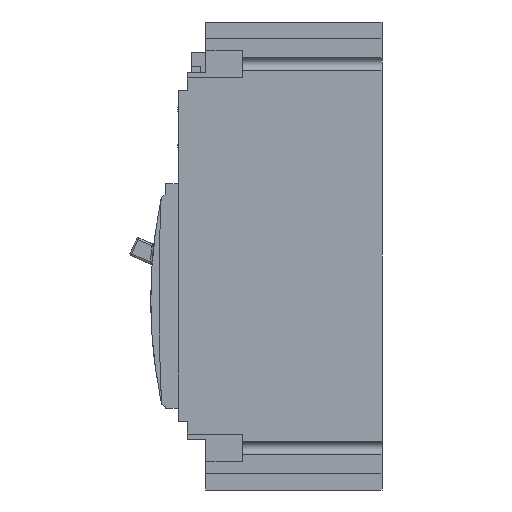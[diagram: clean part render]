
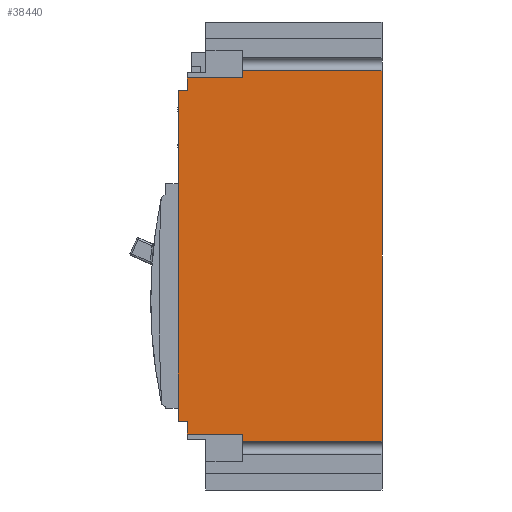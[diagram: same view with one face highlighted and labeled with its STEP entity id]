
A CAD part, left-side view. The second image highlights one B-rep face of the part: STEP entity #38440.
In plain terms, the highlighted planar face has unit normal (-1, 0, 0).
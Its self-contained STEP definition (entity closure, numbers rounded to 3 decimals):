
#23132=DIRECTION('',(0.,1.,0.));
#23133=VECTOR('',#23132,76.);
#23134=CARTESIAN_POINT('',(-70.,0.,101.));
#23135=LINE('',#23134,#23133);
#23190=DIRECTION('',(0.,0.,1.));
#23191=VECTOR('',#23190,0.2);
#23192=CARTESIAN_POINT('',(-70.,110.8,50.));
#23193=LINE('',#23192,#23191);
#23197=DIRECTION('',(0.,-1.,0.));
#23198=VECTOR('',#23197,5.);
#23199=CARTESIAN_POINT('',(-70.,111.,90.));
#23200=LINE('',#23199,#23198);
#23204=DIRECTION('',(0.,-1.,0.));
#23205=VECTOR('',#23204,30.);
#23206=CARTESIAN_POINT('',(-70.,106.,97.));
#23207=LINE('',#23206,#23205);
#23211=DIRECTION('',(0.,0.,1.));
#23212=VECTOR('',#23211,4.);
#23213=CARTESIAN_POINT('',(-70.,76.,97.));
#23214=LINE('',#23213,#23212);
#23218=DIRECTION('',(0.,0.,-1.));
#23219=VECTOR('',#23218,202.);
#23220=CARTESIAN_POINT('',(-70.,0.,101.));
#23221=LINE('',#23220,#23219);
#23225=DIRECTION('',(0.,-1.,0.));
#23226=VECTOR('',#23225,0.2);
#23227=CARTESIAN_POINT('',(-70.,111.,50.));
#23228=LINE('',#23227,#23226);
#23267=DIRECTION('',(0.,0.,-1.));
#23268=VECTOR('',#23267,140.);
#23269=CARTESIAN_POINT('',(-70.,111.,50.));
#23270=LINE('',#23269,#23268);
#23442=DIRECTION('',(0.,0.,-1.));
#23443=VECTOR('',#23442,7.);
#23444=CARTESIAN_POINT('',(-70.,106.,97.));
#23445=LINE('',#23444,#23443);
#23577=DIRECTION('',(0.,0.,-1.));
#23578=VECTOR('',#23577,7.);
#23579=CARTESIAN_POINT('',(-70.,106.,-90.));
#23580=LINE('',#23579,#23578);
#26233=DIRECTION('',(0.,0.,-1.));
#26234=VECTOR('',#26233,4.);
#26235=CARTESIAN_POINT('',(-70.,76.,-97.));
#26236=LINE('',#26235,#26234);
#26247=DIRECTION('',(0.,-1.,0.));
#26248=VECTOR('',#26247,76.);
#26249=CARTESIAN_POINT('',(-70.,76.,-101.));
#26250=LINE('',#26249,#26248);
#26352=DIRECTION('',(0.,-1.,0.));
#26353=VECTOR('',#26352,30.);
#26354=CARTESIAN_POINT('',(-70.,106.,-97.));
#26355=LINE('',#26354,#26353);
#26685=DIRECTION('',(0.,-1.,0.));
#26686=VECTOR('',#26685,5.);
#26687=CARTESIAN_POINT('',(-70.,111.,-90.));
#26688=LINE('',#26687,#26686);
#29860=DIRECTION('',(0.,0.,-1.));
#29861=VECTOR('',#29860,39.8);
#29862=CARTESIAN_POINT('',(-70.,111.,90.));
#29863=LINE('',#29862,#29861);
#29938=DIRECTION('',(0.,-1.,0.));
#29939=VECTOR('',#29938,0.2);
#29940=CARTESIAN_POINT('',(-70.,111.,50.2));
#29941=LINE('',#29940,#29939);
#36400=CARTESIAN_POINT('',(-70.,111.,50.));
#36401=VERTEX_POINT('',#36400);
#36402=CARTESIAN_POINT('',(-70.,111.,-90.));
#36403=VERTEX_POINT('',#36402);
#36480=CARTESIAN_POINT('',(-70.,106.,90.));
#36481=VERTEX_POINT('',#36480);
#36482=CARTESIAN_POINT('',(-70.,111.,90.));
#36483=VERTEX_POINT('',#36482);
#36528=CARTESIAN_POINT('',(-70.,106.,97.));
#36529=VERTEX_POINT('',#36528);
#36572=CARTESIAN_POINT('',(-70.,106.,-90.));
#36573=VERTEX_POINT('',#36572);
#36574=CARTESIAN_POINT('',(-70.,106.,-97.));
#36575=VERTEX_POINT('',#36574);
#36740=CARTESIAN_POINT('',(-70.,0.,-101.));
#36741=VERTEX_POINT('',#36740);
#36742=CARTESIAN_POINT('',(-70.,0.,101.));
#36743=VERTEX_POINT('',#36742);
#36819=CARTESIAN_POINT('',(-70.,76.,101.));
#36821=VERTEX_POINT('',#36819);
#36822=CARTESIAN_POINT('',(-70.,76.,97.));
#36823=VERTEX_POINT('',#36822);
#36832=CARTESIAN_POINT('',(-70.,110.8,50.));
#36833=CARTESIAN_POINT('',(-70.,110.8,50.2));
#36834=VERTEX_POINT('',#36832);
#36835=VERTEX_POINT('',#36833);
#36836=CARTESIAN_POINT('',(-70.,111.,50.2));
#36837=VERTEX_POINT('',#36836);
#36838=CARTESIAN_POINT('',(-70.,76.,-101.));
#36839=VERTEX_POINT('',#36838);
#36840=CARTESIAN_POINT('',(-70.,76.,-97.));
#36841=VERTEX_POINT('',#36840);
#38404=CARTESIAN_POINT('',(-70.,0.,-127.5));
#38405=DIRECTION('',(-1.,0.,0.));
#38406=DIRECTION('',(0.,0.,1.));
#38407=AXIS2_PLACEMENT_3D('',#38404,#38405,#38406);
#38408=PLANE('',#38407);
#38410=ORIENTED_EDGE('',*,*,#38409,.T.);
#38412=ORIENTED_EDGE('',*,*,#38411,.F.);
#38414=ORIENTED_EDGE('',*,*,#38413,.F.);
#38416=ORIENTED_EDGE('',*,*,#38415,.T.);
#38418=ORIENTED_EDGE('',*,*,#38417,.F.);
#38420=ORIENTED_EDGE('',*,*,#38419,.T.);
#38421=ORIENTED_EDGE('',*,*,#38381,.T.);
#38422=ORIENTED_EDGE('',*,*,#38362,.F.);
#38423=ORIENTED_EDGE('',*,*,#38126,.T.);
#38425=ORIENTED_EDGE('',*,*,#38424,.F.);
#38427=ORIENTED_EDGE('',*,*,#38426,.F.);
#38429=ORIENTED_EDGE('',*,*,#38428,.F.);
#38431=ORIENTED_EDGE('',*,*,#38430,.F.);
#38433=ORIENTED_EDGE('',*,*,#38432,.F.);
#38435=ORIENTED_EDGE('',*,*,#38434,.F.);
#38437=ORIENTED_EDGE('',*,*,#38436,.T.);
#38438=EDGE_LOOP('',(#38410,#38412,#38414,#38416,#38418,#38420,#38421,#38422,
#38423,#38425,#38427,#38429,#38431,#38433,#38435,#38437));
#38439=FACE_OUTER_BOUND('',#38438,.F.);
#38126=EDGE_CURVE('',#36743,#36741,#23221,.T.);
#38362=EDGE_CURVE('',#36743,#36821,#23135,.T.);
#38381=EDGE_CURVE('',#36823,#36821,#23214,.T.);
#38409=EDGE_CURVE('',#36834,#36835,#23193,.T.);
#38411=EDGE_CURVE('',#36837,#36835,#29941,.T.);
#38413=EDGE_CURVE('',#36483,#36837,#29863,.T.);
#38415=EDGE_CURVE('',#36483,#36481,#23200,.T.);
#38417=EDGE_CURVE('',#36529,#36481,#23445,.T.);
#38419=EDGE_CURVE('',#36529,#36823,#23207,.T.);
#38424=EDGE_CURVE('',#36839,#36741,#26250,.T.);
#38426=EDGE_CURVE('',#36841,#36839,#26236,.T.);
#38428=EDGE_CURVE('',#36575,#36841,#26355,.T.);
#38430=EDGE_CURVE('',#36573,#36575,#23580,.T.);
#38432=EDGE_CURVE('',#36403,#36573,#26688,.T.);
#38434=EDGE_CURVE('',#36401,#36403,#23270,.T.);
#38436=EDGE_CURVE('',#36401,#36834,#23228,.T.);
#38440=ADVANCED_FACE('',(#38439),#38408,.T.);
